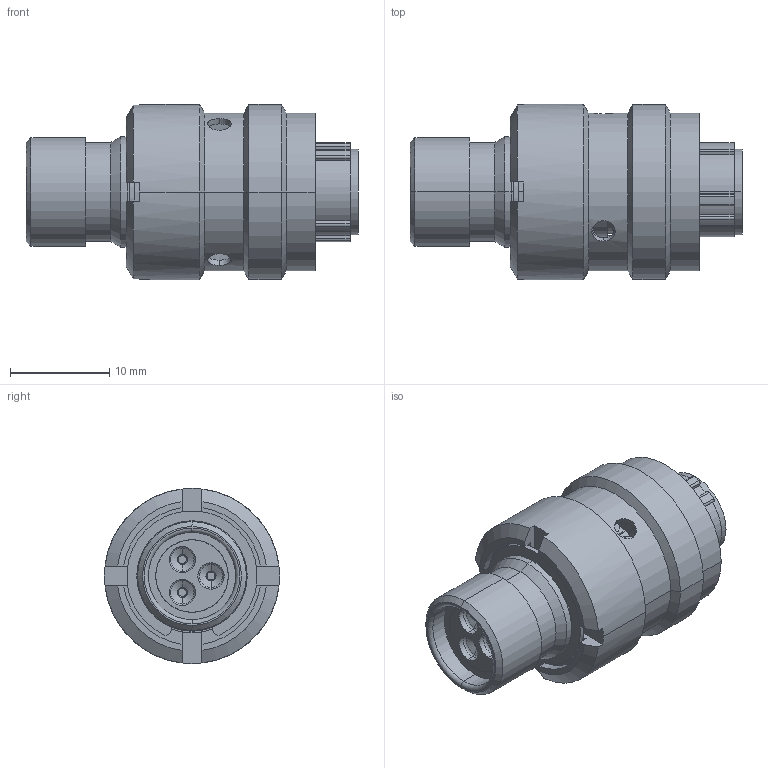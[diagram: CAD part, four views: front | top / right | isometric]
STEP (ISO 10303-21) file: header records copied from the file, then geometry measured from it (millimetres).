
FILE_DESCRIPTION (( 'STEP AP214' ), '1' );
FILE_NAME ('AS608-98PD.STEP', '2019-10-02T14:03:15', ( 'TE Connectivity' ), ( 'TE Connectivity' ), 'SwSTEP 2.0', 'SolidWorks 2016', '' );
FILE_SCHEMA (( 'AUTOMOTIVE_DESIGN' ));
Length unit declared in the file: millimetre
Products named in the file (1): AS608-98PD
Bounding box: 33.37 x 17.6 x 17.6 mm (x, y, z)
Volume: 3484.6 mm3; surface area: 5885.8 mm2
Topology: 14 solids, 14 shells, 617 faces, 1628 edges, 1053 vertices
Faces by surface type: plane 264, cylinder 219, torus 80, cone 38, bspline 12, sphere 4
Entity records: 30315 total; most frequent: CARTESIAN_POINT 9147, ORIENTED_EDGE 3240, DIRECTION 2626, EDGE_CURVE 1620, AXIS2_PLACEMENT_3D 1071, VERTEX_POINT 1049, EDGE_LOOP 667, UNCERTAINTY_MEASURE_WITH_UNIT 633
